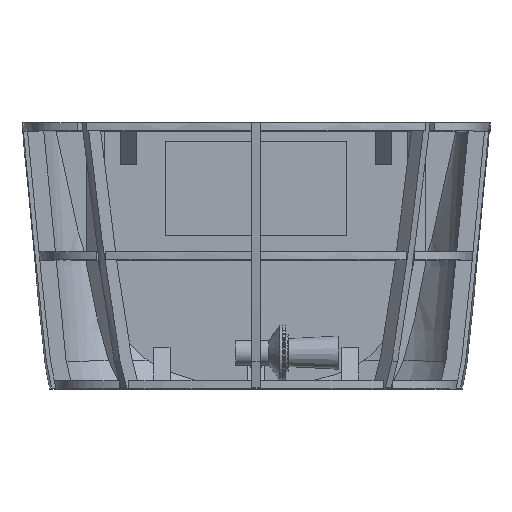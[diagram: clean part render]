
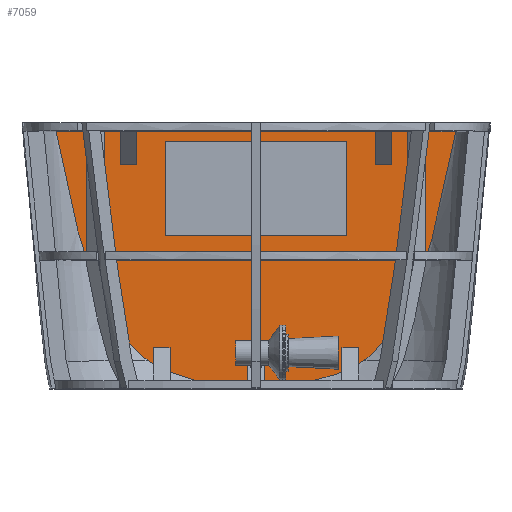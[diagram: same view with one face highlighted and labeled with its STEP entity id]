
A CAD part, top view. The second image highlights one B-rep face of the part: STEP entity #7059.
In plain terms, the highlighted planar face has unit normal (0, 0, 1).
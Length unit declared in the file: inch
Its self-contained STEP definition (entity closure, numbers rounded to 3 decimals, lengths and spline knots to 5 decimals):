
#426=B_SPLINE_CURVE_WITH_KNOTS('',3,(#14273,#14274,#14275,#14276,#14277,
#14278,#14279,#14280),.UNSPECIFIED.,.F.,.F.,(4,2,2,4),(8.07906,
8.87135,10.74421,11.8908),.UNSPECIFIED.);
#432=B_SPLINE_CURVE_WITH_KNOTS('',3,(#14458,#14459,#14460,#14461,#14462,
#14463,#14464,#14465,#14466,#14467,#14468,#14469,#14470,#14471,#14472,#14473),
 .UNSPECIFIED.,.F.,.F.,(4,3,3,3,3,4),(-9.6004,-9.11276,
-8.68102,-4.45095,-1.842,-0.22087),
 .UNSPECIFIED.);
#434=B_SPLINE_CURVE_WITH_KNOTS('',3,(#14515,#14516,#14517,#14518,#14519,
#14520,#14521,#14522),.UNSPECIFIED.,.F.,.F.,(4,2,2,4),(-3.80908,
-2.96922,-1.37916,-0.01033),.UNSPECIFIED.);
#435=B_SPLINE_CURVE_WITH_KNOTS('',3,(#14524,#14525,#14526,#14527,#14528,
#14529,#14530,#14531,#14532,#14533,#14534,#14535),.UNSPECIFIED.,.F.,.F.,
(4,2,2,2,2,4),(3.8112,5.13488,8.89899,16.89257,
22.03422,25.79707),.UNSPECIFIED.);
#436=B_SPLINE_CURVE_WITH_KNOTS('',3,(#14536,#14537,#14538,#14539,#14540,
#14541,#14542,#14543,#14544,#14545),.UNSPECIFIED.,.F.,.F.,(4,2,2,2,4),(-36.84991,
-27.33781,-16.80373,-7.64952,-0.60267),
 .UNSPECIFIED.);
#437=B_SPLINE_CURVE_WITH_KNOTS('',3,(#14546,#14547,#14548,#14549,#14550,
#14551,#14552,#14553,#14554,#14555),.UNSPECIFIED.,.F.,.F.,(4,2,2,2,4),(-67.68846,
-55.53251,-40.72214,-14.48577,-0.18367),
 .UNSPECIFIED.);
#847=FACE_OUTER_BOUND('',#1277,.T.);
#1277=EDGE_LOOP('',(#5582,#5583,#5584,#5585,#5586,#5587,#5588));
#1928=LINE('',#14146,#2620);
#2620=VECTOR('',#8598,0.3937);
#3253=VERTEX_POINT('',#14123);
#3258=VERTEX_POINT('',#14144);
#3259=VERTEX_POINT('',#14271);
#3260=VERTEX_POINT('',#14272);
#3265=VERTEX_POINT('',#14429);
#3266=VERTEX_POINT('',#14457);
#3267=VERTEX_POINT('',#14523);
#4073=EDGE_CURVE('',#3253,#3258,#1928,.T.);
#4074=EDGE_CURVE('',#3259,#3260,#426,.T.);
#4081=EDGE_CURVE('',#3266,#3265,#432,.F.);
#4083=EDGE_CURVE('',#3265,#3260,#434,.T.);
#4084=EDGE_CURVE('',#3259,#3267,#435,.T.);
#4085=EDGE_CURVE('',#3267,#3253,#436,.F.);
#4086=EDGE_CURVE('',#3258,#3266,#437,.F.);
#5582=ORIENTED_EDGE('',*,*,#4083,.T.);
#5583=ORIENTED_EDGE('',*,*,#4074,.F.);
#5584=ORIENTED_EDGE('',*,*,#4084,.T.);
#5585=ORIENTED_EDGE('',*,*,#4085,.T.);
#5586=ORIENTED_EDGE('',*,*,#4073,.T.);
#5587=ORIENTED_EDGE('',*,*,#4086,.T.);
#5588=ORIENTED_EDGE('',*,*,#4081,.T.);
#6714=PLANE('',#7569);
#7059=ADVANCED_FACE('',(#847),#6714,.T.);
#7569=AXIS2_PLACEMENT_3D('',#14514,#8600,#8601);
#8598=DIRECTION('',(-1.,0.,0.));
#8600=DIRECTION('center_axis',(0.,0.,1.));
#8601=DIRECTION('ref_axis',(1.,0.,0.));
#14123=CARTESIAN_POINT('',(18.18159,0.,-17.775));
#14144=CARTESIAN_POINT('',(-18.18159,0.,-17.775));
#14146=CARTESIAN_POINT('',(0.,0.,-17.775));
#14271=CARTESIAN_POINT('',(1.49548,-23.78188,-17.775));
#14272=CARTESIAN_POINT('',(0.,-23.75448,-17.775));
#14273=CARTESIAN_POINT('Ctrl Pts',(1.49548,-23.78188,-17.775));
#14274=CARTESIAN_POINT('Ctrl Pts',(1.39183,-23.77853,-17.775));
#14275=CARTESIAN_POINT('Ctrl Pts',(1.28822,-23.7755,-17.775));
#14276=CARTESIAN_POINT('Ctrl Pts',(0.93978,-23.76635,
-17.775));
#14277=CARTESIAN_POINT('Ctrl Pts',(0.69477,-23.76165,
-17.775));
#14278=CARTESIAN_POINT('Ctrl Pts',(0.29992,-23.7566,
-17.775));
#14279=CARTESIAN_POINT('Ctrl Pts',(0.14995,-23.75526,
-17.775));
#14280=CARTESIAN_POINT('Ctrl Pts',(0.,-23.75448,
-17.775));
#14429=CARTESIAN_POINT('',(-1.49548,-23.78188,-17.775));
#14457=CARTESIAN_POINT('',(-9.72664,-21.42303,-17.775));
#14458=CARTESIAN_POINT('Ctrl Pts',(-1.49548,-23.78188,
-17.775));
#14459=CARTESIAN_POINT('Ctrl Pts',(-1.72451,-23.76621,-17.775));
#14460=CARTESIAN_POINT('Ctrl Pts',(-1.95332,-23.74769,
-17.775));
#14461=CARTESIAN_POINT('Ctrl Pts',(-2.18179,-23.72615,
-17.775));
#14462=CARTESIAN_POINT('Ctrl Pts',(-2.38406,-23.70708,
-17.775));
#14463=CARTESIAN_POINT('Ctrl Pts',(-2.58254,-23.68596,
-17.775));
#14464=CARTESIAN_POINT('Ctrl Pts',(-2.77616,-23.66306,
-17.775));
#14465=CARTESIAN_POINT('Ctrl Pts',(-4.67326,-23.43875,
-17.775));
#14466=CARTESIAN_POINT('Ctrl Pts',(-6.14076,-23.04026,
-17.775));
#14467=CARTESIAN_POINT('Ctrl Pts',(-7.27588,-22.61434,-17.775));
#14468=CARTESIAN_POINT('Ctrl Pts',(-7.97598,-22.35165,
-17.775));
#14469=CARTESIAN_POINT('Ctrl Pts',(-8.55254,-22.07725,-17.775));
#14470=CARTESIAN_POINT('Ctrl Pts',(-9.01047,-21.83304,
-17.775));
#14471=CARTESIAN_POINT('Ctrl Pts',(-9.29501,-21.6813,
-17.775));
#14472=CARTESIAN_POINT('Ctrl Pts',(-9.5336,-21.54144,
-17.775));
#14473=CARTESIAN_POINT('Ctrl Pts',(-9.72664,-21.42303,
-17.775));
#14514=CARTESIAN_POINT('Origin',(0.,-12.50288,-17.775));
#14515=CARTESIAN_POINT('Ctrl Pts',(-1.49548,-23.78188,
-17.775));
#14516=CARTESIAN_POINT('Ctrl Pts',(-1.38528,-23.77831,
-17.775));
#14517=CARTESIAN_POINT('Ctrl Pts',(-1.27507,-23.77511,
-17.775));
#14518=CARTESIAN_POINT('Ctrl Pts',(-0.95628,-23.76687,
-17.775));
#14519=CARTESIAN_POINT('Ctrl Pts',(-0.74758,-23.76272,
-17.775));
#14520=CARTESIAN_POINT('Ctrl Pts',(-0.35931,-23.75714,
-17.775));
#14521=CARTESIAN_POINT('Ctrl Pts',(-0.17963,-23.75542,
-17.775));
#14522=CARTESIAN_POINT('Ctrl Pts',(0.,-23.75448,
-17.775));
#14523=CARTESIAN_POINT('',(9.72664,-21.42303,-17.775));
#14524=CARTESIAN_POINT('Ctrl Pts',(1.49548,-23.78188,-17.775));
#14525=CARTESIAN_POINT('Ctrl Pts',(1.66884,-23.77002,-17.775));
#14526=CARTESIAN_POINT('Ctrl Pts',(1.84212,-23.75652,-17.775));
#14527=CARTESIAN_POINT('Ctrl Pts',(2.50725,-23.69809,-17.775));
#14528=CARTESIAN_POINT('Ctrl Pts',(2.99922,-23.64095,-17.775));
#14529=CARTESIAN_POINT('Ctrl Pts',(4.52551,-23.41331,-17.775));
#14530=CARTESIAN_POINT('Ctrl Pts',(5.55831,-23.1861,-17.775));
#14531=CARTESIAN_POINT('Ctrl Pts',(7.20189,-22.65689,-17.775));
#14532=CARTESIAN_POINT('Ctrl Pts',(7.83005,-22.41114,-17.775));
#14533=CARTESIAN_POINT('Ctrl Pts',(8.88731,-21.9077,-17.775));
#14534=CARTESIAN_POINT('Ctrl Pts',(9.31605,-21.67488,-17.775));
#14535=CARTESIAN_POINT('Ctrl Pts',(9.72664,-21.42303,-17.775));
#14536=CARTESIAN_POINT('Ctrl Pts',(18.18159,0.,-17.775));
#14537=CARTESIAN_POINT('Ctrl Pts',(17.75794,-2.20636,-17.775));
#14538=CARTESIAN_POINT('Ctrl Pts',(17.22313,-4.84465,-17.775));
#14539=CARTESIAN_POINT('Ctrl Pts',(16.12815,-9.57206,-17.775));
#14540=CARTESIAN_POINT('Ctrl Pts',(15.51863,-11.81802,-17.775));
#14541=CARTESIAN_POINT('Ctrl Pts',(14.11396,-15.57959,-17.775));
#14542=CARTESIAN_POINT('Ctrl Pts',(13.2876,-17.32668,-17.775));
#14543=CARTESIAN_POINT('Ctrl Pts',(11.34094,-20.01419,-17.775));
#14544=CARTESIAN_POINT('Ctrl Pts',(10.48662,-20.83395,-17.775));
#14545=CARTESIAN_POINT('Ctrl Pts',(9.72664,-21.42303,-17.775));
#14546=CARTESIAN_POINT('Ctrl Pts',(-9.72664,-21.42303,
-17.775));
#14547=CARTESIAN_POINT('Ctrl Pts',(-11.10046,-20.35815,
-17.775));
#14548=CARTESIAN_POINT('Ctrl Pts',(-12.05712,-19.0962,-17.775));
#14549=CARTESIAN_POINT('Ctrl Pts',(-13.47135,-16.88736,
-17.775));
#14550=CARTESIAN_POINT('Ctrl Pts',(-14.0977,-15.56011,
-17.775));
#14551=CARTESIAN_POINT('Ctrl Pts',(-15.54133,-11.84695,
-17.775));
#14552=CARTESIAN_POINT('Ctrl Pts',(-16.27479,-9.07229,
-17.775));
#14553=CARTESIAN_POINT('Ctrl Pts',(-17.41728,-3.87735,-17.775));
#14554=CARTESIAN_POINT('Ctrl Pts',(-17.82674,-1.84806,
-17.775));
#14555=CARTESIAN_POINT('Ctrl Pts',(-18.18159,0.,
-17.775));
